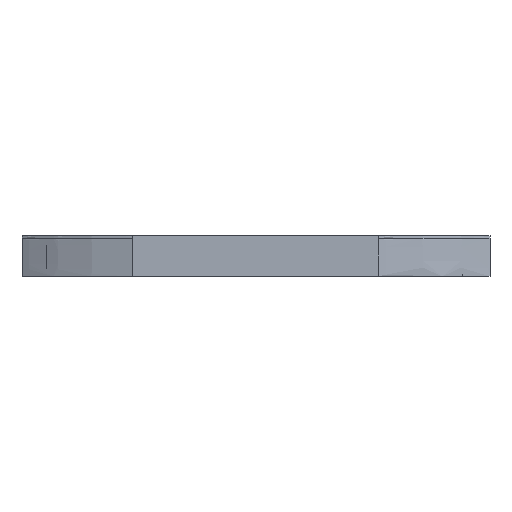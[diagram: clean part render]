
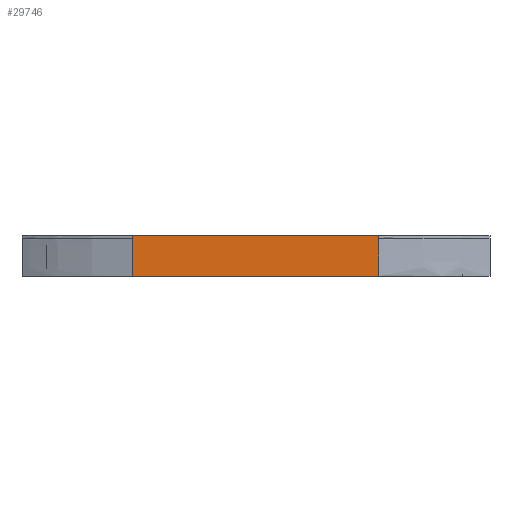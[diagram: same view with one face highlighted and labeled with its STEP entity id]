
A CAD part, front view. The second image highlights one B-rep face of the part: STEP entity #29746.
In plain terms, the highlighted planar face has unit normal (0, -1, 0).
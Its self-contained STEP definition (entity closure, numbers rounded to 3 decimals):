
#6070=DIRECTION('',(1.,0.,0.));
#6071=VECTOR('',#6070,96.502);
#6072=CARTESIAN_POINT('',(58.415,-6.371,1.));
#6073=LINE('',#6072,#6071);
#7024=DIRECTION('',(0.,0.,-1.));
#7025=VECTOR('',#7024,16.);
#7026=CARTESIAN_POINT('',(154.918,-6.371,1.));
#7027=LINE('',#7026,#7025);
#8274=DIRECTION('',(0.,0.,-1.));
#8275=VECTOR('',#8274,16.);
#8276=CARTESIAN_POINT('',(58.415,-6.371,1.));
#8277=LINE('',#8276,#8275);
#8759=DIRECTION('',(-1.,0.,0.));
#8760=VECTOR('',#8759,96.502);
#8761=CARTESIAN_POINT('',(154.918,-6.371,-15.));
#8762=LINE('',#8761,#8760);
#20746=CARTESIAN_POINT('',(58.415,-6.371,1.));
#20747=CARTESIAN_POINT('',(154.918,-6.371,1.));
#20748=VERTEX_POINT('',#20746);
#20749=VERTEX_POINT('',#20747);
#25598=CARTESIAN_POINT('',(154.918,-6.371,-15.));
#25599=VERTEX_POINT('',#25598);
#25600=CARTESIAN_POINT('',(58.415,-6.371,-15.));
#25601=VERTEX_POINT('',#25600);
#29732=CARTESIAN_POINT('',(58.415,-6.371,0.));
#29733=DIRECTION('',(0.,1.,0.));
#29734=DIRECTION('',(1.,0.,0.));
#29735=AXIS2_PLACEMENT_3D('',#29732,#29733,#29734);
#29736=PLANE('',#29735);
#29738=ORIENTED_EDGE('',*,*,#29737,.T.);
#29740=ORIENTED_EDGE('',*,*,#29739,.T.);
#29742=ORIENTED_EDGE('',*,*,#29741,.F.);
#29743=ORIENTED_EDGE('',*,*,#29618,.T.);
#29744=EDGE_LOOP('',(#29738,#29740,#29742,#29743));
#29745=FACE_OUTER_BOUND('',#29744,.F.);
#29746=ADVANCED_FACE('',(#29745),#29736,.F.);
#29618=EDGE_CURVE('',#20748,#20749,#6073,.T.);
#29737=EDGE_CURVE('',#20749,#25599,#7027,.T.);
#29739=EDGE_CURVE('',#25599,#25601,#8762,.T.);
#29741=EDGE_CURVE('',#20748,#25601,#8277,.T.);
